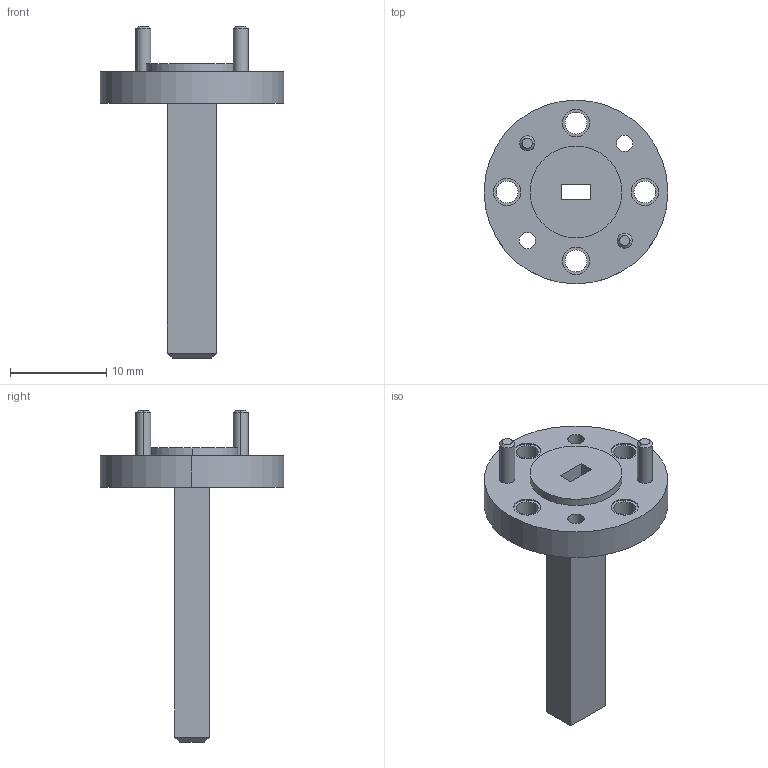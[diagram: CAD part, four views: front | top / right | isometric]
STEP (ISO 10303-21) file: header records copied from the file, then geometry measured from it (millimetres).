
FILE_DESCRIPTION (( 'STEP AP214' ), '1' );
FILE_NAME ('PEWAN1127 ¦ FMWAN1127.step', '2022-03-03T17:08:59', ( '' ), ( '' ), 'SwSTEP 2.0', 'SolidWorks 2021', '' );
FILE_SCHEMA (( 'AUTOMOTIVE_DESIGN' ));
Length unit declared in the file: inch
Products named in the file (1): PEWAN1127 ｦ FMWAN1127
Bounding box: 19.05 x 19.05 x 34.42 mm (x, y, z)
Volume: 1269.8 mm3; surface area: 1650.9 mm2
Topology: 1 solids, 1 shells, 72 faces, 160 edges, 104 vertices
Faces by surface type: cylinder 40, plane 28, cone 4
Entity records: 2092 total; most frequent: DIRECTION 390, CARTESIAN_POINT 337, ORIENTED_EDGE 320, EDGE_CURVE 160, AXIS2_PLACEMENT_3D 157, VERTEX_POINT 104, EDGE_LOOP 100, CIRCLE 84
